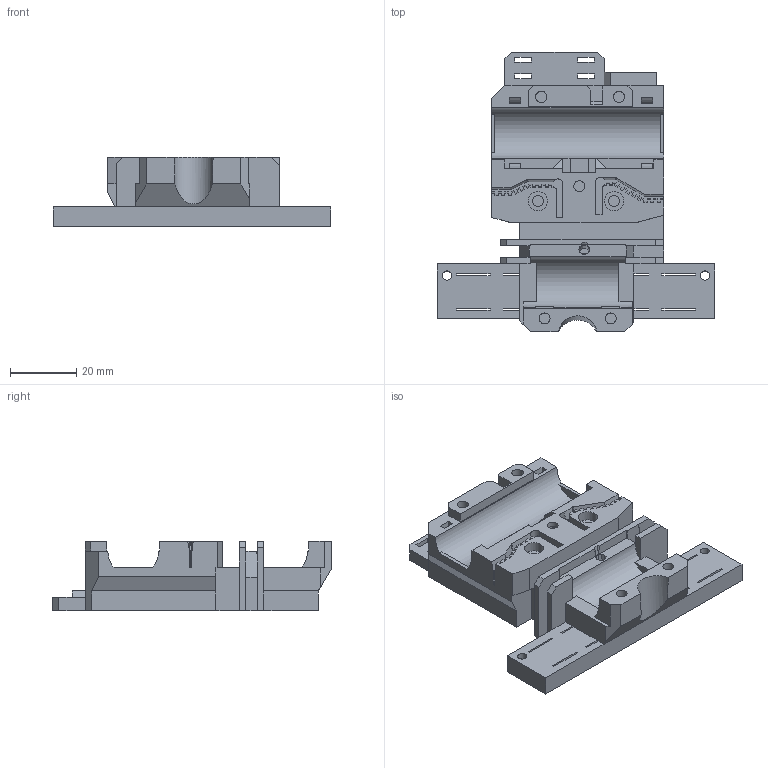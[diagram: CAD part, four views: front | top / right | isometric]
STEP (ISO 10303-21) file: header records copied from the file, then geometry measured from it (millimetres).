
FILE_DESCRIPTION(/* description */ (''),/* implementation_level */ '2;1');
FILE_NAME(/* name */ 'X carriage Replacement.stp',/* time_stamp */ '2025-07-22T13:42:05-06:00',/* author */ ('Gao'),/* organization */ (''),/* preprocessor_version */ 'ST-DEVELOPER v20.1',/* originating_system */ 'Autodesk Inventor 2026',/* authorisation */ '');
FILE_SCHEMA (('AUTOMOTIVE_DESIGN { 1 0 10303 214 3 1 1 }'));
Length unit declared in the file: millimetre
Products named in the file (1): x-carriage(R2)
Bounding box: 84 x 84.5 x 21 mm (x, y, z)
Volume: 56158.6 mm3; surface area: 22315.5 mm2
Topology: 3 solids, 6 shells, 523 faces, 1483 edges, 981 vertices
Faces by surface type: plane 481, cylinder 40, cone 2
Full cylindrical faces by diameter (mm): 2.8 x10, 3.3 x8, 3.4 x4, 5.8 x2
Entity records: 16897 total; most frequent: CARTESIAN_POINT 3058, ORIENTED_EDGE 2960, DIRECTION 2660, EDGE_CURVE 1483, LINE 1342, VECTOR 1342, VERTEX_POINT 978, AXIS2_PLACEMENT_3D 659
